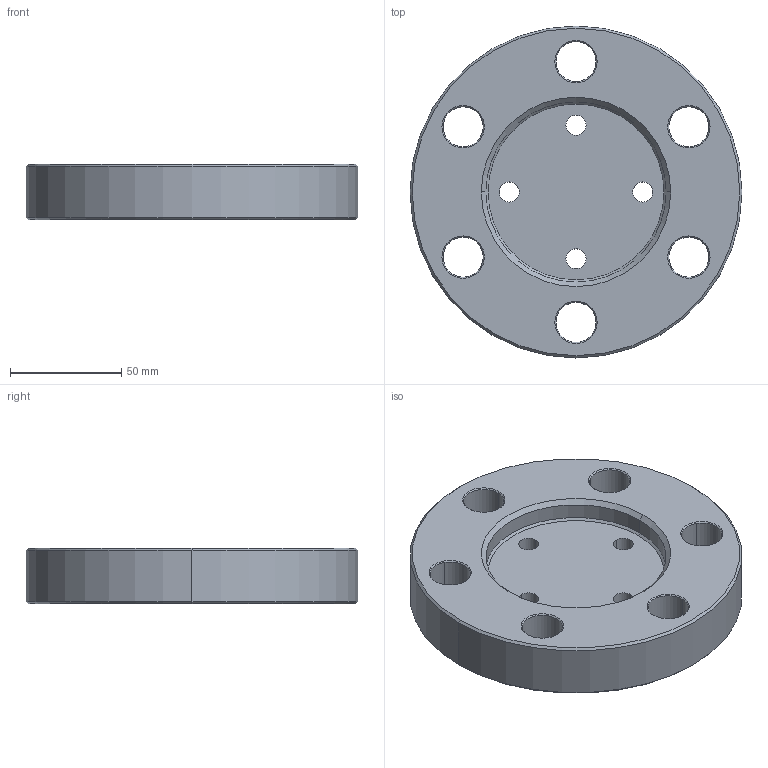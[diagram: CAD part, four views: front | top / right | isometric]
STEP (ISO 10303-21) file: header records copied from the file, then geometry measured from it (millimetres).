
FILE_DESCRIPTION(('CATIA V5 STEP Exchange'),'2;1');
FILE_NAME('RimRunningIn_Coockie.stp','2021-07-09T15:42:32+00:00',('none'),('none'),'CATIA Version 5-6 Release 2016','CATIA V5 STEP AP203','none');
FILE_SCHEMA(('CONFIG_CONTROL_DESIGN'));
Length unit declared in the file: millimetre
Products named in the file (1): RimRunningIn_Coockie
Bounding box: 149 x 149 x 25 mm (x, y, z)
Volume: 338366.8 mm3; surface area: 53942.9 mm2
Topology: 1 solids, 1 shells, 67 faces, 152 edges, 90 vertices
Faces by surface type: cone 40, cylinder 24, plane 3
Entity records: 1782 total; most frequent: ORIENTED_EDGE 304, CARTESIAN_POINT 292, DIRECTION 250, EDGE_CURVE 152, AXIS2_PLACEMENT_3D 138, CIRCLE 88, EDGE_LOOP 88, VERTEX_POINT 88
